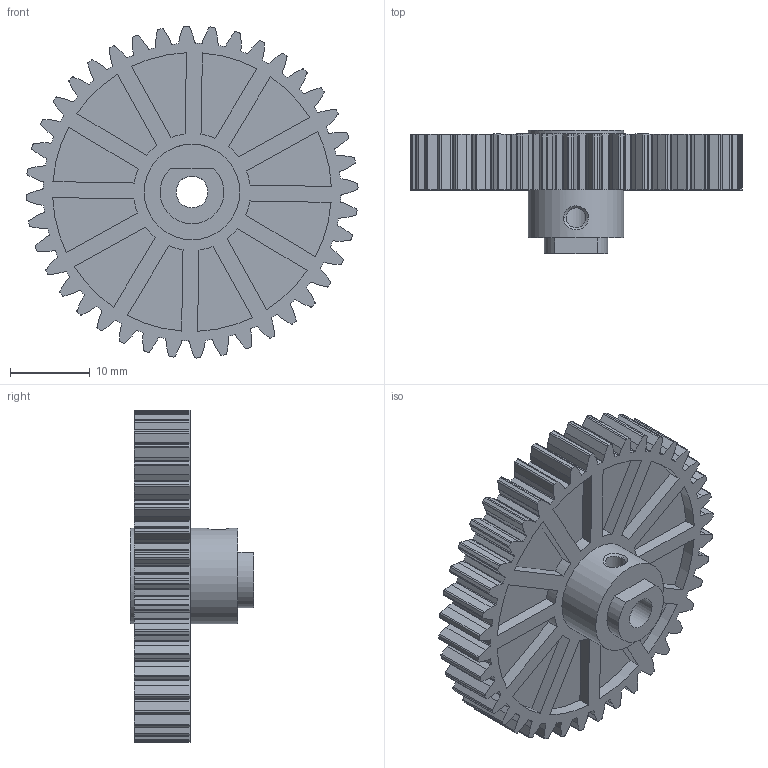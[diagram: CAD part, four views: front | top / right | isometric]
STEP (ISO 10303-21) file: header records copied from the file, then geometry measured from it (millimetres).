
FILE_DESCRIPTION(/* description */ (''),/* implementation_level */ '2;1');
FILE_NAME(/* name */ 'Matrix_12-0040.iam.stp',/* time_stamp */ '2014-12-18T17:48:47-08:00',/* author */ ('Autodesk Inc.'),/* organization */ ('Autodesk Inc.'),/* preprocessor_version */ 'ST-DEVELOPER v15.6',/* originating_system */ 'Autodesk Inventor 2015',/* authorisation */ '');
FILE_SCHEMA (('AUTOMOTIVE_DESIGN { 1 0 10303 214 3 1 1 }'));
Length unit declared in the file: millimetre
Products named in the file (3): Matrix_12-0040_Gear; Matrix_12-0040_Insert; Matrix_12-0040
Assembly tree (2 placements, depth 2):
  Matrix_12-0040
    Matrix_12-0040_Gear
    Matrix_12-0040_Insert
Bounding box: 41.67 x 15.5 x 41.67 mm (x, y, z)
Volume: 7529.3 mm3; surface area: 6209.5 mm2
Topology: 2 solids, 2 shells, 535 faces, 1517 edges, 1011 vertices
Faces by surface type: plane 278, cylinder 255, bspline 2
Full cylindrical faces by diameter (mm): 2.5 x1, 4 x1, 12 x2
Entity records: 17808 total; most frequent: CARTESIAN_POINT 3333, DIRECTION 3092, ORIENTED_EDGE 3026, EDGE_CURVE 1513, AXIS2_PLACEMENT_3D 1046, VERTEX_POINT 1011, LINE 1000, VECTOR 1000
